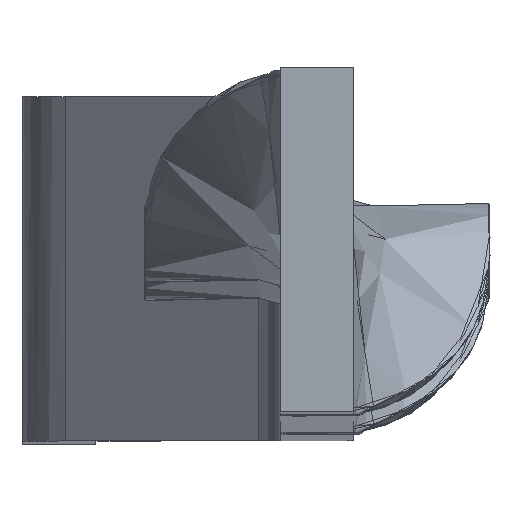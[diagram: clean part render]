
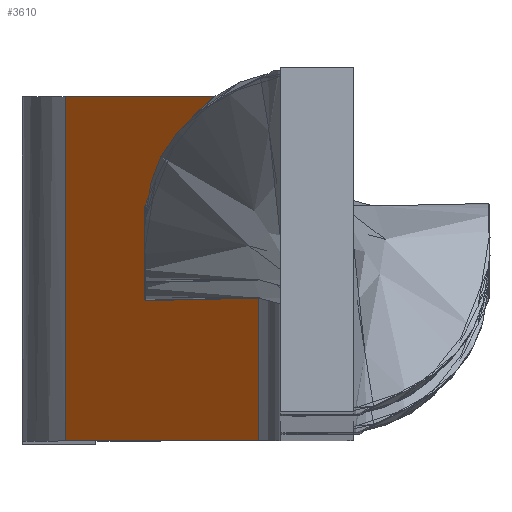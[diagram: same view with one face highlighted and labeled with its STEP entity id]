
A CAD part, top view. The second image highlights one B-rep face of the part: STEP entity #3610.
In plain terms, the highlighted free-form (B-spline) face has degree [1, 1] with [2, 2] control points.
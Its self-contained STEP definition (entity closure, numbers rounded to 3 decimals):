
#1838=CARTESIAN_POINT('',(6.621,7.0,77.107));
#1839=VERTEX_POINT('',#1838);
#1855=CARTESIAN_POINT('',(6.621,-7.,77.107));
#1856=VERTEX_POINT('',#1855);
#1857=CARTESIAN_POINT('',(6.621,-7.,77.107));
#1858=CARTESIAN_POINT('',(6.621,7.0,77.107));
#1859=QUASI_UNIFORM_CURVE('',1,(#1857,#1858),.UNSPECIFIED.,.F.,.U.);
#1860=EDGE_CURVE('',#1856,#1839,#1859,.T.);
#1962=CARTESIAN_POINT('',(-1.243,7.0,69.243));
#1963=VERTEX_POINT('',#1962);
#1984=CARTESIAN_POINT('',(-1.243,-7.,69.243));
#1985=VERTEX_POINT('',#1984);
#1999=CARTESIAN_POINT('',(-1.243,7.0,69.243));
#2000=CARTESIAN_POINT('',(-1.243,-7.,69.243));
#2001=QUASI_UNIFORM_CURVE('',1,(#1999,#2000),.UNSPECIFIED.,.F.,.U.);
#2002=EDGE_CURVE('',#1963,#1985,#2001,.T.);
#3466=CARTESIAN_POINT('',(-1.243,-7.,69.243));
#3467=CARTESIAN_POINT('',(6.621,-7.,77.107));
#3468=QUASI_UNIFORM_CURVE('',1,(#3466,#3467),.UNSPECIFIED.,.F.,.U.);
#3469=EDGE_CURVE('',#1985,#1856,#3468,.T.);
#3546=CARTESIAN_POINT('',(-1.243,7.0,69.243));
#3547=CARTESIAN_POINT('',(6.621,7.0,77.107));
#3548=QUASI_UNIFORM_CURVE('',1,(#3546,#3547),.UNSPECIFIED.,.F.,.U.);
#3549=EDGE_CURVE('',#1963,#1839,#3548,.T.);
#3599=CARTESIAN_POINT('',(7.014,-7.699,77.499));
#3600=CARTESIAN_POINT('',(-1.635,-7.699,68.85));
#3601=CARTESIAN_POINT('',(7.014,7.699,77.499));
#3602=CARTESIAN_POINT('',(-1.635,7.699,68.85));
#3603=B_SPLINE_SURFACE_WITH_KNOTS('',1,1,((#3599,#3601),(#3600,#3602)),.UNSPECIFIED.,.F.,.F.,.U.,(2,2),(2,2),(0.0,12.232),(0.0,15.399),.UNSPECIFIED.);
#3604=ORIENTED_EDGE('',*,*,#3469,.T.);
#3605=ORIENTED_EDGE('',*,*,#1860,.T.);
#3606=ORIENTED_EDGE('',*,*,#3549,.F.);
#3607=ORIENTED_EDGE('',*,*,#2002,.T.);
#3608=EDGE_LOOP('',(#3604,#3605,#3606,#3607));
#3609=FACE_OUTER_BOUND('',#3608,.T.);
#3610=ADVANCED_FACE('',(#3609),#3603,.F.);
